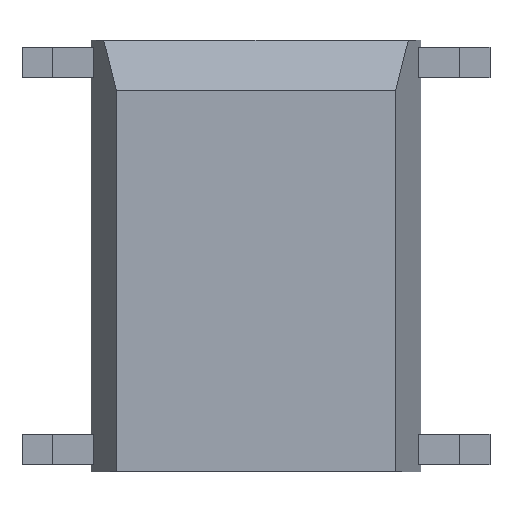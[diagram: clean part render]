
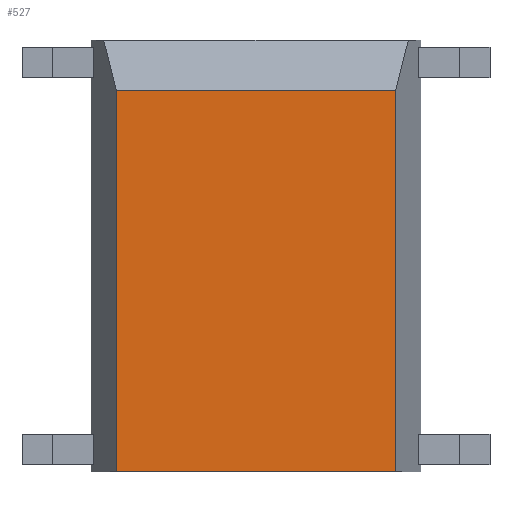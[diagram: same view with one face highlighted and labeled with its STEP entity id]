
A CAD part, top view. The second image highlights one B-rep face of the part: STEP entity #527.
In plain terms, the highlighted planar face has unit normal (0, 0, 1).
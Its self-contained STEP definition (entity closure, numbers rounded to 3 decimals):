
#33=VECTOR('',#34,1.);
#34=DIRECTION('',(1.,0.,0.));
#219=VECTOR('',#220,1.);
#220=DIRECTION('',(0.,-1.,0.));
#266=EDGE_CURVE('',#267,#269,#271,.T.);
#267=VERTEX_POINT('',#268);
#268=CARTESIAN_POINT('',(1.06,-0.55,3.5));
#269=VERTEX_POINT('',#270);
#270=CARTESIAN_POINT('',(1.06,-8.06,3.5));
#271=LINE('',#272,#219);
#272=CARTESIAN_POINT('',(1.06,0.44,3.5));
#357=CARTESIAN_POINT('',(6.56,0.44,3.5));
#508=VERTEX_POINT('',#509);
#509=CARTESIAN_POINT('',(6.56,-8.06,3.5));
#512=EDGE_CURVE('',#269,#508,#513,.T.);
#513=LINE('',#270,#33);
#526=DIRECTION('',(0.,0.,1.));
#527=ADVANCED_FACE('',(#528),#540,.T.);
#528=FACE_BOUND('',#529,.T.);
#529=EDGE_LOOP('',(#530,#531,#532,#537));
#530=ORIENTED_EDGE('',*,*,#266,.T.);
#531=ORIENTED_EDGE('',*,*,#512,.T.);
#532=ORIENTED_EDGE('',*,*,#533,.F.);
#533=EDGE_CURVE('',#534,#508,#536,.T.);
#534=VERTEX_POINT('',#535);
#535=CARTESIAN_POINT('',(6.56,-0.55,3.5));
#536=LINE('',#357,#219);
#537=ORIENTED_EDGE('',*,*,#538,.F.);
#538=EDGE_CURVE('',#267,#534,#539,.T.);
#539=LINE('',#268,#33);
#540=PLANE('',#541);
#541=AXIS2_PLACEMENT_3D('',#272,#526,#34);
